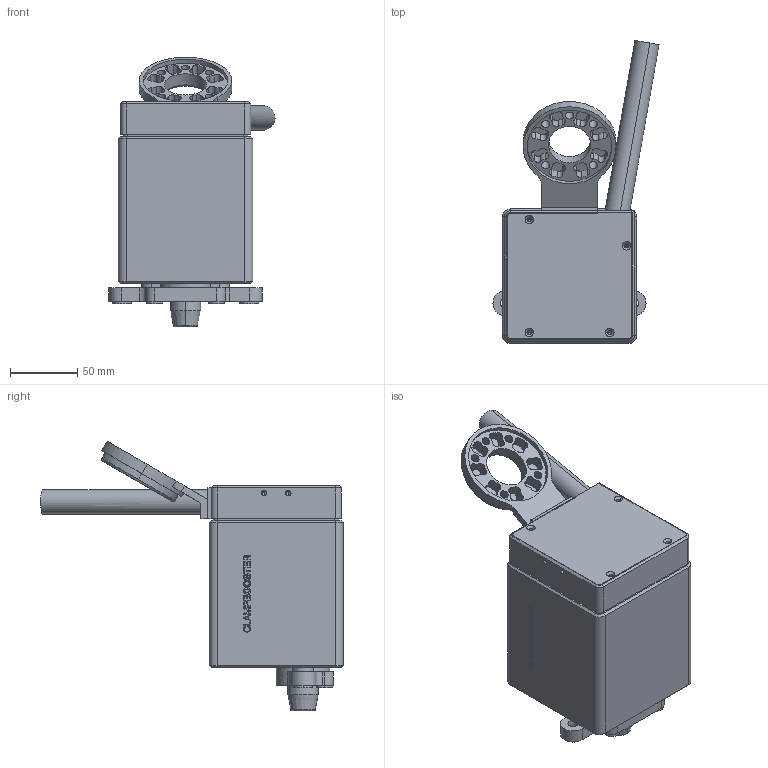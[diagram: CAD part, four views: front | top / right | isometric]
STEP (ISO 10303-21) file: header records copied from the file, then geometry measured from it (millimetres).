
FILE_DESCRIPTION (( 'STEP AP214' ), '1' );
FILE_NAME ('CLAMPBOOSTER Cobot ISO.STEP', '2023-01-25T10:22:49', ( 'admin' ), ( '' ), 'SwSTEP 2.0', 'SolidWorks 2021', '' );
FILE_SCHEMA (( 'AUTOMOTIVE_DESIGN' ));
Length unit declared in the file: millimetre
Products named in the file (6): CLAMPBOOSTER Cobot ISO; CB301-803-05 Deckel Haltewinkel Cobot; CLAMPBOOSTER DRIVE 05.22 ; CB301-802-08 Haltewinkel Cobot; FLEXA_ROHRflex_PA6_LL_10267202014; CB301-806-02 ISO Haltewinkel
Assembly tree (5 placements, depth 2):
  CLAMPBOOSTER Cobot ISO
    CLAMPBOOSTER DRIVE 05.22 
    CB301-803-05 Deckel Haltewinkel Cobot
    CB301-802-08 Haltewinkel Cobot
    CB301-806-02 ISO Haltewinkel
    FLEXA_ROHRflex_PA6_LL_10267202014
Bounding box: 123.63 x 225.38 x 200.75 mm (x, y, z)
Volume: 1244679.8 mm3; surface area: 164838 mm2
Topology: 10 solids, 10 shells, 2803 faces, 7491 edges, 4938 vertices
Faces by surface type: plane 1287, bspline 789, cylinder 500, cone 133, torus 94
Entity records: 153677 total; most frequent: CARTESIAN_POINT 65063, ORIENTED_EDGE 14926, DIRECTION 11087, EDGE_CURVE 7463, VERTEX_POINT 4938, LINE 4433, VECTOR 4433, AXIS2_PLACEMENT_3D 3327
